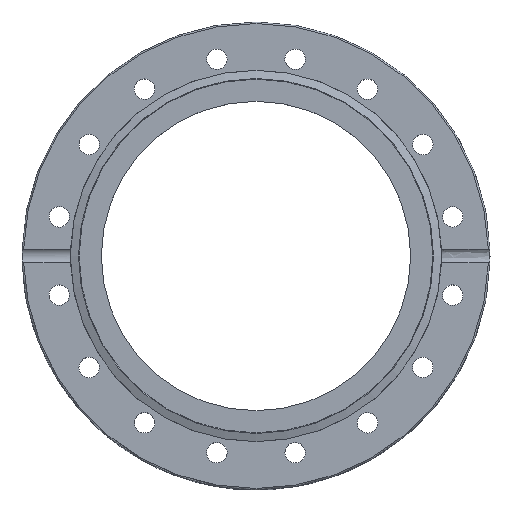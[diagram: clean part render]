
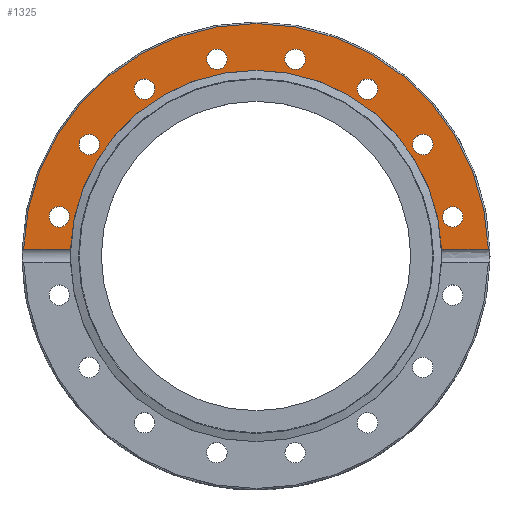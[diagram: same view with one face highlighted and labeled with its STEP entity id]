
A CAD part, top view. The second image highlights one B-rep face of the part: STEP entity #1325.
In plain terms, the highlighted planar face has unit normal (0, 0, 1).
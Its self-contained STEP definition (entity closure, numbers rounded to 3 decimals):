
#428=CARTESIAN_POINT('',(15.781,62.626,20.0));
#429=VERTEX_POINT('',#428);
#430=CARTESIAN_POINT('',(12.71,63.898,20.0));
#431=DIRECTION('',(0.0,0.0,-1.));
#432=DIRECTION('',(0.924,-0.383,0.0));
#433=AXIS2_PLACEMENT_3D('',#430,#431,#432);
#434=CIRCLE('',#433,3.324);
#435=EDGE_CURVE('',#429,#429,#434,.T.);
#469=CARTESIAN_POINT('',(38.545,51.82,20.0));
#470=VERTEX_POINT('',#469);
#471=CARTESIAN_POINT('',(36.195,54.17,20.0));
#472=DIRECTION('',(0.0,0.0,-1.0));
#473=DIRECTION('',(0.707,-0.707,0.0));
#474=AXIS2_PLACEMENT_3D('',#471,#472,#473);
#475=CIRCLE('',#474,3.324);
#476=EDGE_CURVE('',#470,#470,#475,.T.);
#510=CARTESIAN_POINT('',(55.442,33.125,20.0));
#511=VERTEX_POINT('',#510);
#512=CARTESIAN_POINT('',(54.17,36.195,20.0));
#513=DIRECTION('',(0.0,0.0,-1.0));
#514=DIRECTION('',(0.383,-0.924,0.0));
#515=AXIS2_PLACEMENT_3D('',#512,#513,#514);
#516=CIRCLE('',#515,3.324);
#517=EDGE_CURVE('',#511,#511,#516,.T.);
#551=CARTESIAN_POINT('',(63.898,9.387,20.0));
#552=VERTEX_POINT('',#551);
#553=CARTESIAN_POINT('',(63.898,12.71,20.0));
#554=DIRECTION('',(0.0,0.0,-1.0));
#555=DIRECTION('',(0.0,-1.0,0.0));
#556=AXIS2_PLACEMENT_3D('',#553,#554,#555);
#557=CIRCLE('',#556,3.324);
#558=EDGE_CURVE('',#552,#552,#557,.T.);
#920=CARTESIAN_POINT('',(-62.626,15.781,20.0));
#921=VERTEX_POINT('',#920);
#922=CARTESIAN_POINT('',(-63.898,12.71,20.0));
#923=DIRECTION('',(0.0,0.0,-1.0));
#924=DIRECTION('',(0.383,0.924,0.0));
#925=AXIS2_PLACEMENT_3D('',#922,#923,#924);
#926=CIRCLE('',#925,3.324);
#927=EDGE_CURVE('',#921,#921,#926,.T.);
#961=CARTESIAN_POINT('',(-51.82,38.545,20.0));
#962=VERTEX_POINT('',#961);
#963=CARTESIAN_POINT('',(-54.17,36.195,20.0));
#964=DIRECTION('',(0.0,0.0,-1.));
#965=DIRECTION('',(0.707,0.707,0.0));
#966=AXIS2_PLACEMENT_3D('',#963,#964,#965);
#967=CIRCLE('',#966,3.324);
#968=EDGE_CURVE('',#962,#962,#967,.T.);
#1002=CARTESIAN_POINT('',(-33.125,55.442,20.0));
#1003=VERTEX_POINT('',#1002);
#1004=CARTESIAN_POINT('',(-36.195,54.17,20.0));
#1005=DIRECTION('',(0.0,0.0,-1.));
#1006=DIRECTION('',(0.924,0.383,0.0));
#1007=AXIS2_PLACEMENT_3D('',#1004,#1005,#1006);
#1008=CIRCLE('',#1007,3.324);
#1009=EDGE_CURVE('',#1003,#1003,#1008,.T.);
#1043=CARTESIAN_POINT('',(-9.387,63.898,20.0));
#1044=VERTEX_POINT('',#1043);
#1045=CARTESIAN_POINT('',(-12.71,63.898,20.0));
#1046=DIRECTION('',(0.0,0.0,-1.0));
#1047=DIRECTION('',(1.0,0.0,0.0));
#1048=AXIS2_PLACEMENT_3D('',#1045,#1046,#1047);
#1049=CIRCLE('',#1048,3.324);
#1050=EDGE_CURVE('',#1044,#1044,#1049,.T.);
#1161=CARTESIAN_POINT('',(75.467,2.236,20.0));
#1162=VERTEX_POINT('',#1161);
#1178=CARTESIAN_POINT('',(60.259,2.236,20.0));
#1179=VERTEX_POINT('',#1178);
#1180=CARTESIAN_POINT('',(60.259,2.236,20.0));
#1181=DIRECTION('',(1.0,0.0,0.0));
#1182=VECTOR('',#1181,15.208);
#1183=LINE('',#1180,#1182);
#1184=EDGE_CURVE('',#1179,#1162,#1183,.T.);
#1231=CARTESIAN_POINT('',(-60.259,2.236,20.0));
#1232=VERTEX_POINT('',#1231);
#1233=CARTESIAN_POINT('',(0.0,0.,20.0));
#1234=DIRECTION('',(0.0,0.0,-1.0));
#1235=DIRECTION('',(0.0,-1.0,0.0));
#1236=AXIS2_PLACEMENT_3D('',#1233,#1234,#1235);
#1237=CIRCLE('',#1236,60.3);
#1238=EDGE_CURVE('',#1232,#1179,#1237,.T.);
#1277=CARTESIAN_POINT('',(0.0,0.0,20.0));
#1278=DIRECTION('',(0.0,0.0,-1.0));
#1279=DIRECTION('',(-1.0,0.0,0.0));
#1280=AXIS2_PLACEMENT_3D('',#1277,#1278,#1279);
#1281=PLANE('',#1280);
#1282=ORIENTED_EDGE('',*,*,#1184,.T.);
#1283=CARTESIAN_POINT('',(-75.467,2.236,20.0));
#1284=VERTEX_POINT('',#1283);
#1285=CARTESIAN_POINT('',(0.0,0.0,20.0));
#1286=DIRECTION('',(0.0,0.0,-1.0));
#1287=DIRECTION('',(-1.0,0.0,0.0));
#1288=AXIS2_PLACEMENT_3D('',#1285,#1286,#1287);
#1289=CIRCLE('',#1288,75.5);
#1290=EDGE_CURVE('',#1284,#1162,#1289,.T.);
#1291=ORIENTED_EDGE('',*,*,#1290,.F.);
#1292=CARTESIAN_POINT('',(-75.467,2.236,20.0));
#1293=DIRECTION('',(1.0,0.0,0.0));
#1294=VECTOR('',#1293,15.208);
#1295=LINE('',#1292,#1294);
#1296=EDGE_CURVE('',#1284,#1232,#1295,.T.);
#1297=ORIENTED_EDGE('',*,*,#1296,.T.);
#1298=ORIENTED_EDGE('',*,*,#1238,.T.);
#1299=EDGE_LOOP('',(#1282,#1291,#1297,#1298));
#1300=FACE_OUTER_BOUND('',#1299,.T.);
#1301=ORIENTED_EDGE('',*,*,#435,.T.);
#1302=EDGE_LOOP('',(#1301));
#1303=FACE_BOUND('',#1302,.T.);
#1304=ORIENTED_EDGE('',*,*,#476,.T.);
#1305=EDGE_LOOP('',(#1304));
#1306=FACE_BOUND('',#1305,.T.);
#1307=ORIENTED_EDGE('',*,*,#517,.T.);
#1308=EDGE_LOOP('',(#1307));
#1309=FACE_BOUND('',#1308,.T.);
#1310=ORIENTED_EDGE('',*,*,#558,.T.);
#1311=EDGE_LOOP('',(#1310));
#1312=FACE_BOUND('',#1311,.T.);
#1313=ORIENTED_EDGE('',*,*,#927,.T.);
#1314=EDGE_LOOP('',(#1313));
#1315=FACE_BOUND('',#1314,.T.);
#1316=ORIENTED_EDGE('',*,*,#968,.T.);
#1317=EDGE_LOOP('',(#1316));
#1318=FACE_BOUND('',#1317,.T.);
#1319=ORIENTED_EDGE('',*,*,#1009,.T.);
#1320=EDGE_LOOP('',(#1319));
#1321=FACE_BOUND('',#1320,.T.);
#1322=ORIENTED_EDGE('',*,*,#1050,.T.);
#1323=EDGE_LOOP('',(#1322));
#1324=FACE_BOUND('',#1323,.T.);
#1325=ADVANCED_FACE('',(#1300,#1303,#1306,#1309,#1312,#1315,#1318,#1321,#1324),#1281,.F.);
